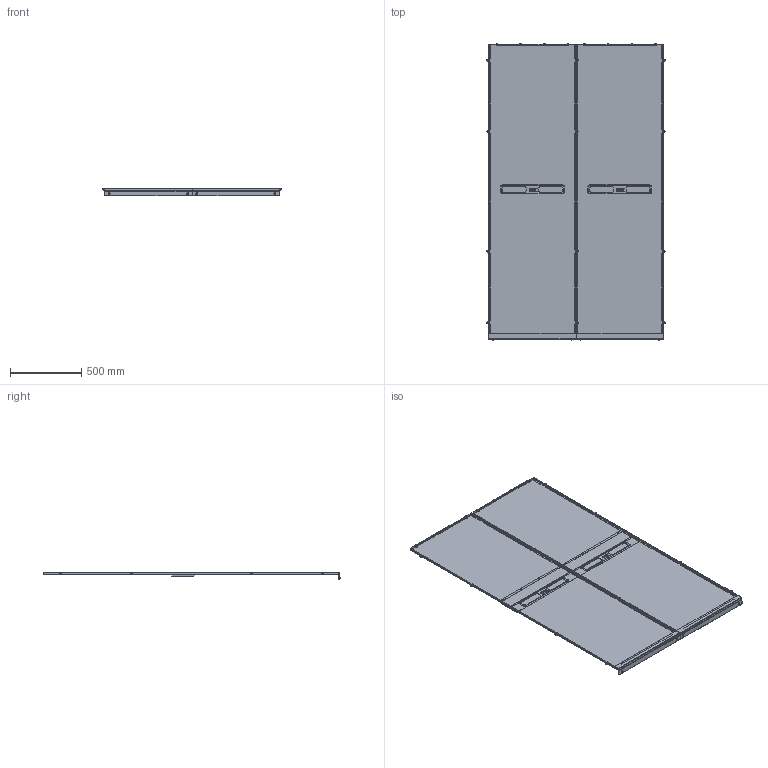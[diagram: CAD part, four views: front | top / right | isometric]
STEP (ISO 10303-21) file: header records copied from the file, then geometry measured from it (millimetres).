
FILE_DESCRIPTION (( 'STEP AP203' ), '1' );
FILE_NAME ('ITK DATAROW Ïàíåëü òîðö. âõ. ãð. 42U 1200 ñåð. (2øò êîìïë).STEP', '2024-12-18T10:28:24', ( '' ), ( '' ), 'SwSTEP 2.0', 'SolidWorks 2022', '' );
FILE_SCHEMA (( 'CONFIG_CONTROL_DESIGN' ));
Length unit declared in the file: millimetre
Products named in the file (9): АГИЕ 282.05.00.002_-05; АГИЕ 282.05.00.005_-01; ITK DATAROW Панель торц. вх. гр. 42U 1200 сер. (2шт компл); АГИЕ 282.05.00.003_-02; Болты с шестигранной головкой (повышенной точности) ГОСТ 7805_М6х16; Гайка DIN 934_М 6; АГИЕ 282.05.01.000_00; АГИЕ 282.05.00.005_00; АГИЕ 282.05.00.001_00
Assembly tree (53 placements, depth 3):
  ITK DATAROW Панель торц. вх. гр. 42U 1200 сер. (2шт компл)
    АГИЕ 282.05.01.000_00  x2
      АГИЕ 282.05.00.001_00
      АГИЕ 282.05.00.002_-05
      АГИЕ 282.05.00.003_-02
    Болты с шестигранной головкой (повышенной точности) ГОСТ 7805_М6х16  x24
    Гайка DIN 934_М 6  x20
    АГИЕ 282.05.00.005_00  x2
    АГИЕ 282.05.00.005_-01  x2
Bounding box: 1254.94 x 2093.5 x 56.2 mm (x, y, z)
Volume: 4046418.1 mm3; surface area: 6763877.9 mm2
Topology: 54 solids, 54 shells, 2440 faces, 5846 edges, 3474 vertices
Faces by surface type: plane 1132, cylinder 728, cone 256, torus 198, sphere 114, bspline 12
Entity records: 27525 total; most frequent: CARTESIAN_POINT 4664, DIRECTION 4634, ORIENTED_EDGE 4108, EDGE_CURVE 2054, AXIS2_PLACEMENT_3D 1706, LINE 1222, VECTOR 1222, VERTEX_POINT 1220
